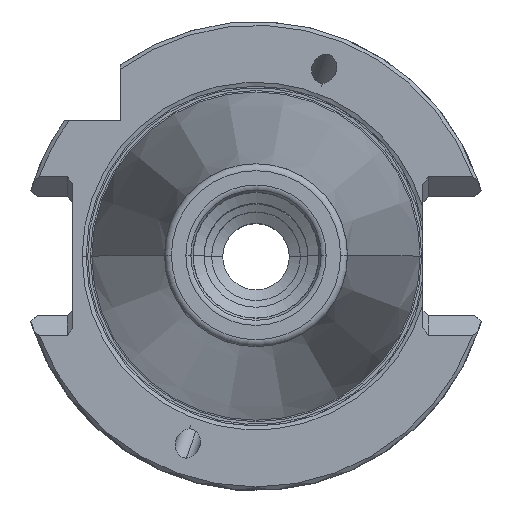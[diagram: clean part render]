
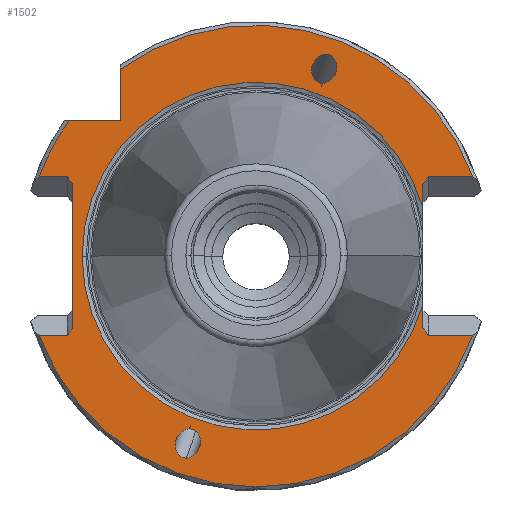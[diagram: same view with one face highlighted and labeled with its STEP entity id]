
A CAD part, top view. The second image highlights one B-rep face of the part: STEP entity #1502.
In plain terms, the highlighted planar face has unit normal (0, 0, 1).
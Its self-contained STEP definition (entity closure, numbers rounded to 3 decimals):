
#1018=VERTEX_POINT('NONE',#2929);
#1036=VERTEX_POINT('NONE',#2949);
#1070=EDGE_CURVE('NONE',#1486,#1018,#2988,.T.);
#1076=EDGE_CURVE('NONE',#1512,#2642,#2995,.T.);
#1078=EDGE_CURVE('NONE',#1486,#2160,#2997,.T.);
#1094=VERTEX_POINT('NONE',#3015);
#1136=EDGE_CURVE('NONE',#1512,#1094,#3060,.T.);
#1182=VERTEX_POINT('NONE',#3108);
#1186=EDGE_CURVE('NONE',#2148,#1836,#3112,.T.);
#1378=VERTEX_POINT('NONE',#3335);
#1406=VERTEX_POINT('NONE',#3366);
#1486=VERTEX_POINT('NONE',#3456);
#1502=ADVANCED_FACE('NONE',(#3475,#3476,#3477),#3478,.F.);
#1512=VERTEX_POINT('NONE',#3489);
#1708=EDGE_CURVE('NONE',#1856,#2592,#3699,.T.);
#1746=EDGE_CURVE('NONE',#2228,#1990,#3740,.T.);
#1784=EDGE_CURVE('NONE',#1406,#2648,#3780,.T.);
#1812=EDGE_CURVE('NONE',#1182,#2150,#3811,.T.);
#1836=VERTEX_POINT('NONE',#3839);
#1856=VERTEX_POINT('NONE',#3860);
#1896=EDGE_CURVE('NONE',#1378,#2642,#3903,.T.);
#1922=EDGE_CURVE('NONE',#1036,#1990,#3932,.T.);
#1990=VERTEX_POINT('NONE',#4007);
#2028=EDGE_CURVE('NONE',#2150,#1182,#4048,.T.);
#2090=EDGE_CURVE('NONE',#2592,#1836,#4117,.T.);
#2096=EDGE_CURVE('NONE',#1856,#1094,#4123,.T.);
#2148=VERTEX_POINT('NONE',#4178);
#2150=VERTEX_POINT('NONE',#4180);
#2160=VERTEX_POINT('NONE',#4192);
#2176=EDGE_CURVE('NONE',#2254,#2346,#4210,.T.);
#2228=VERTEX_POINT('NONE',#4265);
#2254=VERTEX_POINT('NONE',#4298);
#2346=VERTEX_POINT('NONE',#4401);
#2376=EDGE_CURVE('NONE',#2480,#2254,#4432,.T.);
#2388=EDGE_CURVE('NONE',#1018,#2346,#4444,.T.);
#2434=EDGE_CURVE('NONE',#2160,#2148,#4493,.T.);
#2458=EDGE_CURVE('NONE',#2228,#2480,#4520,.T.);
#2480=VERTEX_POINT('NONE',#4546);
#2558=EDGE_CURVE('NONE',#2806,#1036,#4635,.T.);
#2592=VERTEX_POINT('NONE',#4681);
#2642=VERTEX_POINT('NONE',#4736);
#2648=VERTEX_POINT('NONE',#4742);
#2806=VERTEX_POINT('NONE',#4919);
#2842=EDGE_CURVE('NONE',#2648,#1406,#4961,.T.);
#2852=EDGE_CURVE('NONE',#2806,#1378,#4971,.T.);
#2929=CARTESIAN_POINT('',(-23.536,0.,-1.));
#2949=CARTESIAN_POINT('',(-18.35,18.35,-1.0));
#2988=CIRCLE('',#5138,23.536);
#2995=LINE('',#5148,#5149);
#2997=LINE('',#5152,#5153);
#3015=CARTESIAN_POINT('',(-24.8,-9.689,-1.));
#3060=LINE('',#5238,#5239);
#3108=CARTESIAN_POINT('',(9.452,27.347,-1.0));
#3112=LINE('',#5319,#5320);
#3335=CARTESIAN_POINT('',(-29.343,10.75,-1.));
#3366=CARTESIAN_POINT('',(-9.452,-27.347,-1.0));
#3456=CARTESIAN_POINT('',(22.6,-6.57,-1.));
#3475=FACE_OUTER_BOUND('',#5933,.T.);
#3476=FACE_BOUND('',#5934,.T.);
#3477=FACE_BOUND('',#5935,.T.);
#3478=PLANE('',#5936);
#3489=CARTESIAN_POINT('',(-24.8,9.689,-1.));
#3699=LINE('',#6307,#6308);
#3740=CIRCLE('',#6382,31.25);
#3780=(B_SPLINE_CURVE(3,(#6435,#6436,#6437,#6438),.UNSPECIFIED.,.F.,.F.)B_SPLINE_CURVE_WITH_KNOTS((4,4),(0.29,3.431),.UNSPECIFIED.)RATIONAL_B_SPLINE_CURVE((1.0,0.333,0.333,1.0))BOUNDED_CURVE()REPRESENTATION_ITEM('')GEOMETRIC_REPRESENTATION_ITEM()CURVE());
#3811=(B_SPLINE_CURVE(3,(#6494,#6495,#6496,#6497),.UNSPECIFIED.,.F.,.F.)B_SPLINE_CURVE_WITH_KNOTS((4,4),(0.29,3.431),.UNSPECIFIED.)RATIONAL_B_SPLINE_CURVE((1.0,0.333,0.333,1.0))BOUNDED_CURVE()REPRESENTATION_ITEM('')GEOMETRIC_REPRESENTATION_ITEM()CURVE());
#3839=CARTESIAN_POINT('',(29.343,-10.75,-1.));
#3860=CARTESIAN_POINT('',(-25.55,-10.75,-1.));
#3903=LINE('',#6669,#6670);
#3932=LINE('',#6708,#6709);
#4007=CARTESIAN_POINT('',(-18.35,25.295,-1.0));
#4048=(B_SPLINE_CURVE(3,(#6902,#6903,#6904,#6905),.UNSPECIFIED.,.F.,.F.)B_SPLINE_CURVE_WITH_KNOTS((4,4),(3.431,6.573),.UNSPECIFIED.)RATIONAL_B_SPLINE_CURVE((1.0,0.333,0.333,1.0))BOUNDED_CURVE()REPRESENTATION_ITEM('')GEOMETRIC_REPRESENTATION_ITEM()CURVE());
#4117=CIRCLE('',#7006,31.25);
#4123=LINE('',#7015,#7016);
#4178=CARTESIAN_POINT('',(23.35,-10.75,-1.));
#4180=CARTESIAN_POINT('',(9.017,23.397,-1.0));
#4192=CARTESIAN_POINT('',(22.6,-9.689,-1.0));
#4210=LINE('',#7151,#7152);
#4265=CARTESIAN_POINT('',(29.343,10.75,-1.));
#4298=CARTESIAN_POINT('',(22.6,9.689,-1.));
#4401=CARTESIAN_POINT('',(22.6,6.57,-1.0));
#4432=LINE('',#7474,#7475);
#4444=CIRCLE('',#7493,23.536);
#4493=LINE('',#7566,#7567);
#4520=LINE('',#7602,#7603);
#4546=CARTESIAN_POINT('',(23.35,10.75,-1.));
#4635=LINE('',#7798,#7799);
#4681=CARTESIAN_POINT('',(-29.343,-10.75,-1.));
#4736=CARTESIAN_POINT('',(-25.55,10.75,-1.));
#4742=CARTESIAN_POINT('',(-9.017,-23.397,-1.0));
#4919=CARTESIAN_POINT('',(-25.295,18.35,-1.0));
#4961=(B_SPLINE_CURVE(3,(#8337,#8338,#8339,#8340),.UNSPECIFIED.,.F.,.F.)B_SPLINE_CURVE_WITH_KNOTS((4,4),(3.431,6.573),.UNSPECIFIED.)RATIONAL_B_SPLINE_CURVE((1.0,0.333,0.333,1.0))BOUNDED_CURVE()REPRESENTATION_ITEM('')GEOMETRIC_REPRESENTATION_ITEM()CURVE());
#4971=CIRCLE('',#8368,31.25);
#5138=AXIS2_PLACEMENT_3D('',#8523,#8524,#8525);
#5148=CARTESIAN_POINT('',(-18.12,0.243,-1.));
#5149=VECTOR('',#8533,1000.0);
#5152=CARTESIAN_POINT('',(22.6,0.,-1.0));
#5153=VECTOR('',#8534,1000.0);
#5238=CARTESIAN_POINT('',(-24.8,0.,-1.0));
#5239=VECTOR('',#8595,1000.0);
#5319=CARTESIAN_POINT('',(124.8,-10.75,-1.));
#5320=VECTOR('',#8638,1000.0);
#5933=EDGE_LOOP('',(#9112,#9113,#9114,#9115,#9116,#9117,#9118,#9119,#9120,#9121,#9122,#9123,#9124,#9125,#9126,#9127,#9128,#9129));
#5934=EDGE_LOOP('',(#9130,#9131));
#5935=EDGE_LOOP('',(#9132,#9133));
#5936=AXIS2_PLACEMENT_3D('',#9134,#9135,#9136);
#6307=CARTESIAN_POINT('',(-61.2,-10.75,-1.));
#6308=VECTOR('',#9359,1000.0);
#6382=AXIS2_PLACEMENT_3D('',#9402,#9403,#9404);
#6435=CARTESIAN_POINT('',(-9.452,-27.347,-1.0));
#6436=CARTESIAN_POINT('',(-6.086,-27.347,-1.0));
#6437=CARTESIAN_POINT('',(-5.652,-23.397,-1.0));
#6438=CARTESIAN_POINT('',(-9.017,-23.397,-1.0));
#6494=CARTESIAN_POINT('',(9.452,27.347,-1.0));
#6495=CARTESIAN_POINT('',(6.086,27.347,-1.0));
#6496=CARTESIAN_POINT('',(5.652,23.397,-1.0));
#6497=CARTESIAN_POINT('',(9.017,23.397,-1.0));
#6669=CARTESIAN_POINT('',(-61.2,10.75,-1.));
#6670=VECTOR('',#9574,1000.0);
#6708=CARTESIAN_POINT('',(-18.35,18.35,-1.0));
#6709=VECTOR('',#9618,1000.0);
#6902=CARTESIAN_POINT('',(9.017,23.397,-1.0));
#6903=CARTESIAN_POINT('',(12.383,23.397,-1.0));
#6904=CARTESIAN_POINT('',(12.817,27.347,-1.0));
#6905=CARTESIAN_POINT('',(9.452,27.347,-1.0));
#7006=AXIS2_PLACEMENT_3D('',#9825,#9826,#9827);
#7015=CARTESIAN_POINT('',(-18.12,-0.243,-1.));
#7016=VECTOR('',#9829,1000.0);
#7151=CARTESIAN_POINT('',(22.6,0.,-1.0));
#7152=VECTOR('',#9907,1000.0);
#7474=CARTESIAN_POINT('',(22.077,8.95,-1.));
#7475=VECTOR('',#10158,1000.0);
#7493=AXIS2_PLACEMENT_3D('',#10169,#10170,#10171);
#7566=CARTESIAN_POINT('',(22.077,-8.95,-1.));
#7567=VECTOR('',#10217,1000.0);
#7602=CARTESIAN_POINT('',(124.8,10.75,-1.));
#7603=VECTOR('',#10258,1000.0);
#7798=CARTESIAN_POINT('',(-38.35,18.35,-1.0));
#7799=VECTOR('',#10412,1000.0);
#8337=CARTESIAN_POINT('',(-9.017,-23.397,-1.0));
#8338=CARTESIAN_POINT('',(-12.383,-23.397,-1.0));
#8339=CARTESIAN_POINT('',(-12.817,-27.347,-1.0));
#8340=CARTESIAN_POINT('',(-9.452,-27.347,-1.0));
#8368=AXIS2_PLACEMENT_3D('',#10840,#10841,#10842);
#8523=CARTESIAN_POINT('',(0.0,0.0,-1.));
#8524=DIRECTION('',(0.0,0.0,-1.0));
#8525=DIRECTION('',(1.0,0.,0.0));
#8533=DIRECTION('',(-0.577,0.816,0.0));
#8534=DIRECTION('',(0.,-1.0,-0.0));
#8595=DIRECTION('',(0.,-1.0,-0.0));
#8638=DIRECTION('',(1.0,0.,0.0));
#9112=ORIENTED_EDGE('',*,*,#2558,.F.);
#9113=ORIENTED_EDGE('',*,*,#2852,.T.);
#9114=ORIENTED_EDGE('',*,*,#1896,.T.);
#9115=ORIENTED_EDGE('',*,*,#1076,.F.);
#9116=ORIENTED_EDGE('',*,*,#1136,.T.);
#9117=ORIENTED_EDGE('',*,*,#2096,.F.);
#9118=ORIENTED_EDGE('',*,*,#1708,.T.);
#9119=ORIENTED_EDGE('',*,*,#2090,.T.);
#9120=ORIENTED_EDGE('',*,*,#1186,.F.);
#9121=ORIENTED_EDGE('',*,*,#2434,.F.);
#9122=ORIENTED_EDGE('',*,*,#1078,.F.);
#9123=ORIENTED_EDGE('',*,*,#1070,.T.);
#9124=ORIENTED_EDGE('',*,*,#2388,.T.);
#9125=ORIENTED_EDGE('',*,*,#2176,.F.);
#9126=ORIENTED_EDGE('',*,*,#2376,.F.);
#9127=ORIENTED_EDGE('',*,*,#2458,.F.);
#9128=ORIENTED_EDGE('',*,*,#1746,.T.);
#9129=ORIENTED_EDGE('',*,*,#1922,.F.);
#9130=ORIENTED_EDGE('',*,*,#2028,.F.);
#9131=ORIENTED_EDGE('',*,*,#1812,.F.);
#9132=ORIENTED_EDGE('',*,*,#2842,.F.);
#9133=ORIENTED_EDGE('',*,*,#1784,.F.);
#9134=CARTESIAN_POINT('',(0.,-32.5,-1.));
#9135=DIRECTION('',(0.0,0.0,-1.0));
#9136=DIRECTION('',(-1.0,0.0,0.0));
#9359=DIRECTION('',(-1.0,0.,0.0));
#9402=CARTESIAN_POINT('',(0.0,0.0,-1.));
#9403=DIRECTION('',(0.0,-0.0,1.0));
#9404=DIRECTION('',(1.0,0.,0.0));
#9574=DIRECTION('',(1.0,0.,0.0));
#9618=DIRECTION('',(0.,1.0,0.0));
#9825=CARTESIAN_POINT('',(0.0,0.0,-1.));
#9826=DIRECTION('',(0.0,-0.0,1.0));
#9827=DIRECTION('',(1.0,0.,0.0));
#9829=DIRECTION('',(0.577,0.816,0.0));
#9907=DIRECTION('',(0.,-1.0,-0.0));
#10158=DIRECTION('',(-0.577,-0.816,0.0));
#10169=CARTESIAN_POINT('',(0.0,0.0,-1.));
#10170=DIRECTION('',(0.0,0.0,-1.0));
#10171=DIRECTION('',(1.0,0.,0.0));
#10217=DIRECTION('',(0.577,-0.816,0.0));
#10258=DIRECTION('',(-1.0,0.,0.0));
#10412=DIRECTION('',(1.0,0.,0.0));
#10840=CARTESIAN_POINT('',(0.0,0.0,-1.));
#10841=DIRECTION('',(0.0,-0.0,1.0));
#10842=DIRECTION('',(1.0,0.,0.0));
